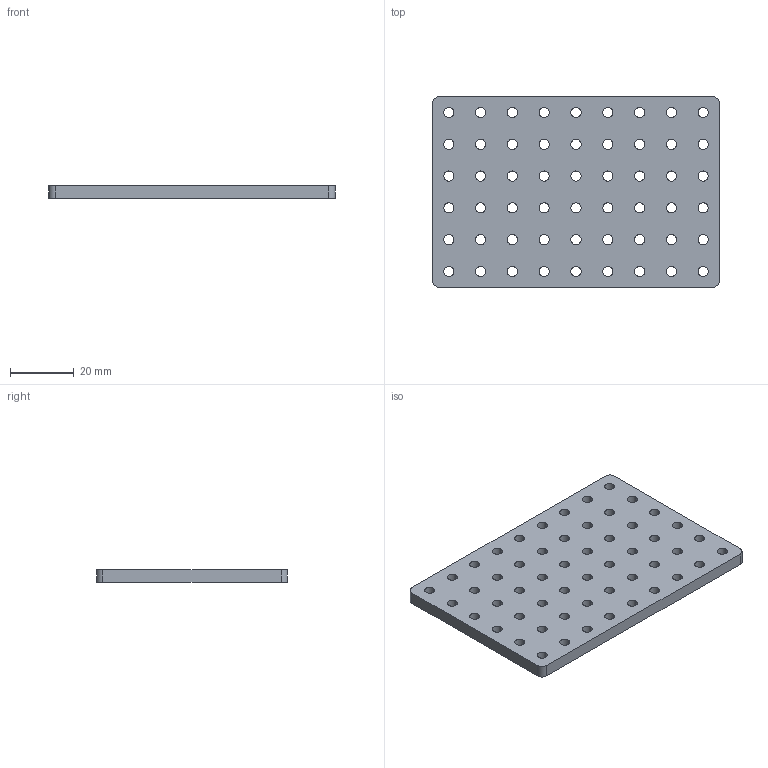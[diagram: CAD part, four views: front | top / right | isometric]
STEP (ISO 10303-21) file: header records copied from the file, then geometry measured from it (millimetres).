
FILE_DESCRIPTION (( 'STEP AP214' ), '1' );
FILE_NAME ('Transparent board 90x60.STEP', '2022-02-11T14:16:16', ( '' ), ( '' ), 'SwSTEP 2.0', 'SolidWorks 2016', '' );
FILE_SCHEMA (( 'AUTOMOTIVE_DESIGN' ));
Length unit declared in the file: millimetre
Products named in the file (2): Transparent board 90x60
Bounding box: 90 x 60 x 4 mm (x, y, z)
Volume: 19849.1 mm3; surface area: 13282.3 mm2
Topology: 1 solids, 1 shells, 118 faces, 348 edges, 232 vertices
Faces by surface type: cylinder 112, plane 6
Entity records: 4341 total; most frequent: DIRECTION 812, CARTESIAN_POINT 700, ORIENTED_EDGE 696, EDGE_CURVE 348, AXIS2_PLACEMENT_3D 344, VERTEX_POINT 232, EDGE_LOOP 226, CIRCLE 224
